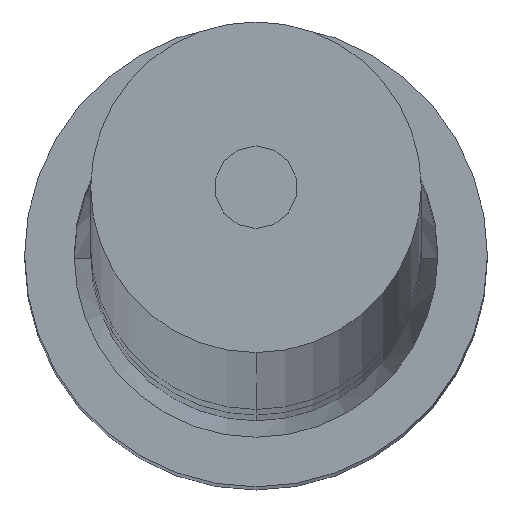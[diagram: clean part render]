
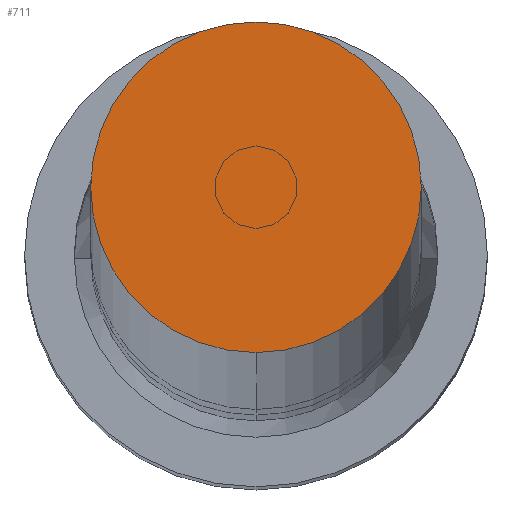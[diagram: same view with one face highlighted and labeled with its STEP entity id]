
A CAD part, top view. The second image highlights one B-rep face of the part: STEP entity #711.
In plain terms, the highlighted face is planar.
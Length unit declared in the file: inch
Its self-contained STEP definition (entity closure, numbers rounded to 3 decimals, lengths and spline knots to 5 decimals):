
#504=CARTESIAN_POINT('',(-120.,0.,0.));
#505=DIRECTION('',(-1.,0.,0.));
#506=DIRECTION('',(0.,-1.,0.));
#507=AXIS2_PLACEMENT_3D('',#504,#505,#506);
#509=CARTESIAN_POINT('',(-120.,0.,0.));
#510=DIRECTION('',(-1.,0.,0.));
#511=DIRECTION('',(0.,1.,0.));
#512=AXIS2_PLACEMENT_3D('',#509,#510,#511);
#526=CARTESIAN_POINT('',(-120.,-0.508,0.));
#527=CARTESIAN_POINT('',(-120.,0.508,0.));
#528=VERTEX_POINT('',#526);
#529=VERTEX_POINT('',#527);
#702=CARTESIAN_POINT('',(-120.,0.,0.));
#703=DIRECTION('',(-1.,0.,0.));
#704=DIRECTION('',(0.,-1.,0.));
#705=AXIS2_PLACEMENT_3D('',#702,#703,#704);
#706=PLANE('',#705);
#707=ORIENTED_EDGE('',*,*,#682,.F.);
#708=ORIENTED_EDGE('',*,*,#696,.F.);
#709=EDGE_LOOP('',(#707,#708));
#710=FACE_OUTER_BOUND('',#709,.F.);
#711=ADVANCED_FACE('',(#710),#706,.T.);
#508=CIRCLE('',#507,0.508);
#513=CIRCLE('',#512,0.508);
#682=EDGE_CURVE('',#528,#529,#508,.T.);
#696=EDGE_CURVE('',#529,#528,#513,.T.);
